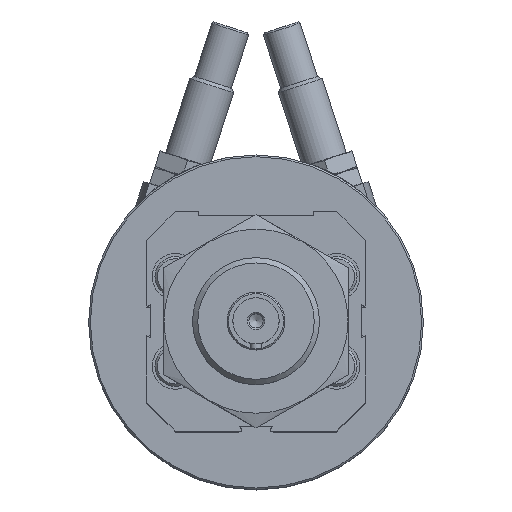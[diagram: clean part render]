
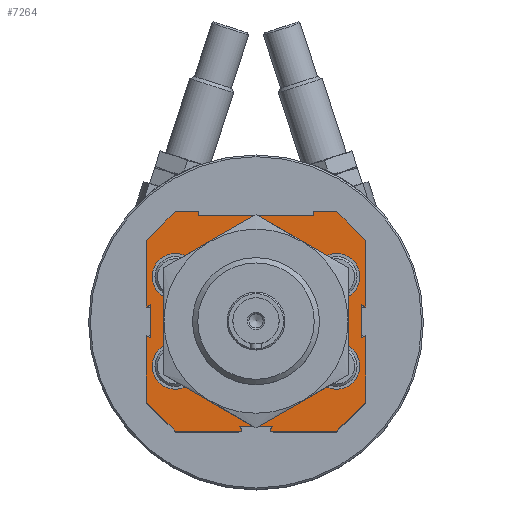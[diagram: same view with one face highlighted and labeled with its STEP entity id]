
A CAD part, top view. The second image highlights one B-rep face of the part: STEP entity #7264.
In plain terms, the highlighted face is planar.
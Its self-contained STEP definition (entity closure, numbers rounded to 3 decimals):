
#201=LINE('',#11443,#744);
#203=LINE('',#11447,#746);
#205=LINE('',#11451,#748);
#239=LINE('',#11537,#782);
#241=LINE('',#11541,#784);
#243=LINE('',#11545,#786);
#277=LINE('',#11631,#820);
#279=LINE('',#11635,#822);
#281=LINE('',#11639,#824);
#341=LINE('',#11795,#884);
#343=LINE('',#11799,#886);
#345=LINE('',#11803,#888);
#387=LINE('',#11904,#930);
#389=LINE('',#11908,#932);
#391=LINE('',#11912,#934);
#392=LINE('',#11914,#935);
#394=LINE('',#11918,#937);
#396=LINE('',#11922,#939);
#397=LINE('',#11924,#940);
#399=LINE('',#11928,#942);
#401=LINE('',#11932,#944);
#402=LINE('',#11934,#945);
#404=LINE('',#11938,#947);
#406=LINE('',#11942,#949);
#744=VECTOR('',#8943,1000.);
#746=VECTOR('',#8947,1000.);
#748=VECTOR('',#8951,1000.);
#782=VECTOR('',#9045,1000.);
#784=VECTOR('',#9049,1000.);
#786=VECTOR('',#9053,1000.);
#820=VECTOR('',#9147,1000.);
#822=VECTOR('',#9151,1000.);
#824=VECTOR('',#9155,1000.);
#884=VECTOR('',#9327,1000.);
#886=VECTOR('',#9331,1000.);
#888=VECTOR('',#9335,1000.);
#930=VECTOR('',#9453,1000.);
#932=VECTOR('',#9457,1000.);
#934=VECTOR('',#9461,1000.);
#935=VECTOR('',#9464,1000.);
#937=VECTOR('',#9468,1000.);
#939=VECTOR('',#9472,1000.);
#940=VECTOR('',#9475,1000.);
#942=VECTOR('',#9479,1000.);
#944=VECTOR('',#9483,1000.);
#945=VECTOR('',#9486,1000.);
#947=VECTOR('',#9490,1000.);
#949=VECTOR('',#9494,1000.);
#1306=PLANE('',#8007);
#1758=CIRCLE('',#8008,4.);
#1759=CIRCLE('',#8009,4.);
#1760=CIRCLE('',#8010,4.);
#1761=CIRCLE('',#8011,4.);
#1762=CIRCLE('',#8012,11.);
#2865=ORIENTED_EDGE('',*,*,#4428,.T.);
#2866=ORIENTED_EDGE('',*,*,#4429,.T.);
#2867=ORIENTED_EDGE('',*,*,#4430,.T.);
#2868=ORIENTED_EDGE('',*,*,#4431,.T.);
#2869=ORIENTED_EDGE('',*,*,#4432,.F.);
#2870=ORIENTED_EDGE('',*,*,#4175,.F.);
#2871=ORIENTED_EDGE('',*,*,#4427,.F.);
#2872=ORIENTED_EDGE('',*,*,#4425,.F.);
#2873=ORIENTED_EDGE('',*,*,#4423,.F.);
#2874=ORIENTED_EDGE('',*,*,#4357,.F.);
#2875=ORIENTED_EDGE('',*,*,#4355,.F.);
#2876=ORIENTED_EDGE('',*,*,#4353,.F.);
#2877=ORIENTED_EDGE('',*,*,#4422,.F.);
#2878=ORIENTED_EDGE('',*,*,#4420,.F.);
#2879=ORIENTED_EDGE('',*,*,#4418,.F.);
#2880=ORIENTED_EDGE('',*,*,#4275,.F.);
#2881=ORIENTED_EDGE('',*,*,#4273,.F.);
#2882=ORIENTED_EDGE('',*,*,#4271,.F.);
#2883=ORIENTED_EDGE('',*,*,#4417,.F.);
#2884=ORIENTED_EDGE('',*,*,#4415,.F.);
#2885=ORIENTED_EDGE('',*,*,#4413,.F.);
#2886=ORIENTED_EDGE('',*,*,#4227,.F.);
#2887=ORIENTED_EDGE('',*,*,#4225,.F.);
#2888=ORIENTED_EDGE('',*,*,#4223,.F.);
#2889=ORIENTED_EDGE('',*,*,#4412,.F.);
#2890=ORIENTED_EDGE('',*,*,#4410,.F.);
#2891=ORIENTED_EDGE('',*,*,#4408,.F.);
#2892=ORIENTED_EDGE('',*,*,#4179,.F.);
#2893=ORIENTED_EDGE('',*,*,#4177,.F.);
#4175=EDGE_CURVE('',#5161,#5162,#201,.T.);
#4177=EDGE_CURVE('',#5162,#5163,#203,.T.);
#4179=EDGE_CURVE('',#5163,#5164,#205,.T.);
#4223=EDGE_CURVE('',#5185,#5186,#239,.T.);
#4225=EDGE_CURVE('',#5186,#5187,#241,.T.);
#4227=EDGE_CURVE('',#5187,#5188,#243,.T.);
#4271=EDGE_CURVE('',#5209,#5210,#277,.T.);
#4273=EDGE_CURVE('',#5210,#5211,#279,.T.);
#4275=EDGE_CURVE('',#5211,#5212,#281,.T.);
#4353=EDGE_CURVE('',#5251,#5252,#341,.T.);
#4355=EDGE_CURVE('',#5252,#5253,#343,.T.);
#4357=EDGE_CURVE('',#5253,#5254,#345,.T.);
#4408=EDGE_CURVE('',#5164,#5275,#387,.T.);
#4410=EDGE_CURVE('',#5275,#5276,#389,.T.);
#4412=EDGE_CURVE('',#5276,#5185,#391,.T.);
#4413=EDGE_CURVE('',#5188,#5277,#392,.T.);
#4415=EDGE_CURVE('',#5277,#5278,#394,.T.);
#4417=EDGE_CURVE('',#5278,#5209,#396,.T.);
#4418=EDGE_CURVE('',#5212,#5279,#397,.T.);
#4420=EDGE_CURVE('',#5279,#5280,#399,.T.);
#4422=EDGE_CURVE('',#5280,#5251,#401,.T.);
#4423=EDGE_CURVE('',#5254,#5281,#402,.T.);
#4425=EDGE_CURVE('',#5281,#5282,#404,.T.);
#4427=EDGE_CURVE('',#5282,#5161,#406,.T.);
#4428=EDGE_CURVE('',#5283,#5283,#1758,.T.);
#4429=EDGE_CURVE('',#5284,#5284,#1759,.T.);
#4430=EDGE_CURVE('',#5285,#5285,#1760,.T.);
#4431=EDGE_CURVE('',#5286,#5286,#1761,.T.);
#4432=EDGE_CURVE('',#5287,#5287,#1762,.F.);
#5161=VERTEX_POINT('',#11442);
#5162=VERTEX_POINT('',#11444);
#5163=VERTEX_POINT('',#11448);
#5164=VERTEX_POINT('',#11452);
#5185=VERTEX_POINT('',#11536);
#5186=VERTEX_POINT('',#11538);
#5187=VERTEX_POINT('',#11542);
#5188=VERTEX_POINT('',#11546);
#5209=VERTEX_POINT('',#11630);
#5210=VERTEX_POINT('',#11632);
#5211=VERTEX_POINT('',#11636);
#5212=VERTEX_POINT('',#11640);
#5251=VERTEX_POINT('',#11794);
#5252=VERTEX_POINT('',#11796);
#5253=VERTEX_POINT('',#11800);
#5254=VERTEX_POINT('',#11804);
#5275=VERTEX_POINT('',#11905);
#5276=VERTEX_POINT('',#11909);
#5277=VERTEX_POINT('',#11915);
#5278=VERTEX_POINT('',#11919);
#5279=VERTEX_POINT('',#11925);
#5280=VERTEX_POINT('',#11929);
#5281=VERTEX_POINT('',#11935);
#5282=VERTEX_POINT('',#11939);
#5283=VERTEX_POINT('',#11945);
#5284=VERTEX_POINT('',#11947);
#5285=VERTEX_POINT('',#11949);
#5286=VERTEX_POINT('',#11951);
#5287=VERTEX_POINT('',#11953);
#5954=EDGE_LOOP('',(#2865));
#5955=EDGE_LOOP('',(#2866));
#5956=EDGE_LOOP('',(#2867));
#5957=EDGE_LOOP('',(#2868));
#5958=EDGE_LOOP('',(#2869));
#5959=EDGE_LOOP('',(#2870,#2871,#2872,#2873,#2874,#2875,#2876,#2877,#2878,
#2879,#2880,#2881,#2882,#2883,#2884,#2885,#2886,#2887,#2888,#2889,#2890,
#2891,#2892,#2893));
#6601=FACE_BOUND('',#5954,.T.);
#6602=FACE_BOUND('',#5955,.T.);
#6603=FACE_BOUND('',#5956,.T.);
#6604=FACE_BOUND('',#5957,.T.);
#6605=FACE_BOUND('',#5958,.T.);
#6606=FACE_BOUND('',#5959,.T.);
#7264=ADVANCED_FACE('',(#6601,#6602,#6603,#6604,#6605,#6606),#1306,.F.);
#8007=AXIS2_PLACEMENT_3D('',#11943,#9495,#9496);
#8008=AXIS2_PLACEMENT_3D('',#11944,#9497,#9498);
#8009=AXIS2_PLACEMENT_3D('',#11946,#9499,#9500);
#8010=AXIS2_PLACEMENT_3D('',#11948,#9501,#9502);
#8011=AXIS2_PLACEMENT_3D('',#11950,#9503,#9504);
#8012=AXIS2_PLACEMENT_3D('',#11952,#9505,#9506);
#8943=DIRECTION('',(0.,-1.,0.));
#8947=DIRECTION('',(0.,-0.707,-0.707));
#8951=DIRECTION('',(0.,0.,-1.));
#9045=DIRECTION('',(0.,0.,-1.));
#9049=DIRECTION('',(0.,0.707,-0.707));
#9053=DIRECTION('',(0.,1.,0.));
#9147=DIRECTION('',(0.,1.,0.));
#9151=DIRECTION('',(0.,0.707,0.707));
#9155=DIRECTION('',(0.,0.,1.));
#9327=DIRECTION('',(0.,0.,1.));
#9331=DIRECTION('',(0.,-0.707,0.707));
#9335=DIRECTION('',(0.,-1.,0.));
#9453=DIRECTION('',(0.,0.903,0.429));
#9457=DIRECTION('',(0.,0.,-1.));
#9461=DIRECTION('',(0.,-0.903,0.429));
#9464=DIRECTION('',(0.,-0.429,0.903));
#9468=DIRECTION('',(0.,1.,0.));
#9472=DIRECTION('',(0.,-0.429,-0.903));
#9475=DIRECTION('',(0.,-0.996,0.087));
#9479=DIRECTION('',(0.,0.,1.));
#9483=DIRECTION('',(0.,0.996,0.087));
#9486=DIRECTION('',(0.,0.429,-0.903));
#9490=DIRECTION('',(0.,-1.,0.));
#9494=DIRECTION('',(0.,0.429,0.903));
#9495=DIRECTION('',(1.,0.,0.));
#9496=DIRECTION('',(0.,0.,-1.));
#9497=DIRECTION('',(1.,0.,0.));
#9498=DIRECTION('',(0.,0.,-1.));
#9499=DIRECTION('',(1.,0.,0.));
#9500=DIRECTION('',(0.,0.,-1.));
#9501=DIRECTION('',(1.,0.,0.));
#9502=DIRECTION('',(0.,0.,-1.));
#9503=DIRECTION('',(1.,0.,0.));
#9504=DIRECTION('',(0.,0.,-1.));
#9505=DIRECTION('',(1.,0.,0.));
#9506=DIRECTION('',(0.,0.,-1.));
#11442=CARTESIAN_POINT('',(-156.8,-2.489,19.));
#11443=CARTESIAN_POINT('',(-156.8,-2.489,19.));
#11444=CARTESIAN_POINT('',(-156.8,-14.,19.));
#11447=CARTESIAN_POINT('',(-156.8,-14.,19.));
#11448=CARTESIAN_POINT('',(-156.8,-19.,14.));
#11451=CARTESIAN_POINT('',(-156.8,-19.,14.));
#11452=CARTESIAN_POINT('',(-156.8,-19.,2.489));
#11536=CARTESIAN_POINT('',(-156.8,-19.,-2.489));
#11537=CARTESIAN_POINT('',(-156.8,-19.,-2.489));
#11538=CARTESIAN_POINT('',(-156.8,-19.,-14.));
#11541=CARTESIAN_POINT('',(-156.8,-19.,-14.));
#11542=CARTESIAN_POINT('',(-156.8,-14.,-19.));
#11545=CARTESIAN_POINT('',(-156.8,-14.,-19.));
#11546=CARTESIAN_POINT('',(-156.8,-2.489,-19.));
#11630=CARTESIAN_POINT('',(-156.8,2.489,-19.));
#11631=CARTESIAN_POINT('',(-156.8,2.489,-19.));
#11632=CARTESIAN_POINT('',(-156.8,14.,-19.));
#11635=CARTESIAN_POINT('',(-156.8,14.,-19.));
#11636=CARTESIAN_POINT('',(-156.8,19.,-14.));
#11639=CARTESIAN_POINT('',(-156.8,19.,-14.));
#11640=CARTESIAN_POINT('',(-156.8,19.,-10.));
#11794=CARTESIAN_POINT('',(-156.8,19.,10.));
#11795=CARTESIAN_POINT('',(-156.8,19.,10.));
#11796=CARTESIAN_POINT('',(-156.8,19.,14.));
#11799=CARTESIAN_POINT('',(-156.8,19.,14.));
#11800=CARTESIAN_POINT('',(-156.8,14.,19.));
#11803=CARTESIAN_POINT('',(-156.8,14.,19.));
#11804=CARTESIAN_POINT('',(-156.8,2.489,19.));
#11904=CARTESIAN_POINT('',(-156.8,-19.,2.489));
#11905=CARTESIAN_POINT('',(-156.8,-18.24,2.85));
#11908=CARTESIAN_POINT('',(-156.8,-18.24,2.85));
#11909=CARTESIAN_POINT('',(-156.8,-18.24,-2.85));
#11912=CARTESIAN_POINT('',(-156.8,-18.24,-2.85));
#11914=CARTESIAN_POINT('',(-156.8,-2.489,-19.));
#11915=CARTESIAN_POINT('',(-156.8,-2.85,-18.24));
#11918=CARTESIAN_POINT('',(-156.8,-2.85,-18.24));
#11919=CARTESIAN_POINT('',(-156.8,2.85,-18.24));
#11922=CARTESIAN_POINT('',(-156.8,2.85,-18.24));
#11924=CARTESIAN_POINT('',(-156.8,19.,-10.));
#11925=CARTESIAN_POINT('',(-156.8,18.316,-9.94));
#11928=CARTESIAN_POINT('',(-156.8,18.316,-9.94));
#11929=CARTESIAN_POINT('',(-156.8,18.316,9.94));
#11932=CARTESIAN_POINT('',(-156.8,18.316,9.94));
#11934=CARTESIAN_POINT('',(-156.8,2.489,19.));
#11935=CARTESIAN_POINT('',(-156.8,2.85,18.24));
#11938=CARTESIAN_POINT('',(-156.8,2.85,18.24));
#11939=CARTESIAN_POINT('',(-156.8,-2.85,18.24));
#11942=CARTESIAN_POINT('',(-156.8,-2.85,18.24));
#11943=CARTESIAN_POINT('',(-156.8,0.,0.));
#11944=CARTESIAN_POINT('',(-156.8,-7.75,14.));
#11945=CARTESIAN_POINT('',(-156.8,-7.75,10.));
#11946=CARTESIAN_POINT('',(-156.8,-7.75,-14.));
#11947=CARTESIAN_POINT('',(-156.8,-7.75,-18.));
#11948=CARTESIAN_POINT('',(-156.8,7.75,-14.));
#11949=CARTESIAN_POINT('',(-156.8,7.75,-18.));
#11950=CARTESIAN_POINT('',(-156.8,7.75,14.));
#11951=CARTESIAN_POINT('',(-156.8,7.75,10.));
#11952=CARTESIAN_POINT('',(-156.8,0.,0.));
#11953=CARTESIAN_POINT('',(-156.8,0.,-11.));
